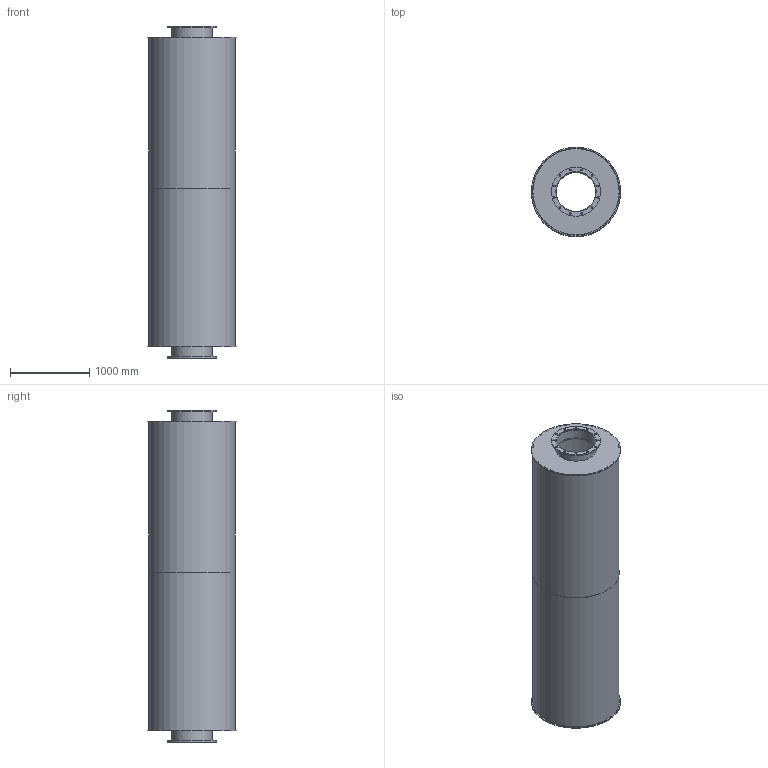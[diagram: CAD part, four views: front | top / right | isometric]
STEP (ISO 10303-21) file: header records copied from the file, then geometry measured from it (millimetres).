
FILE_DESCRIPTION(/* description */ (''),/* implementation_level */ '2;1');
FILE_NAME(/* name */ 'HDD 20.stp',/* time_stamp */ '2014-10-14T10:37:17+02:00',/* author */ ('Tekenkamer'),/* organization */ (''),/* preprocessor_version */ 'ST-DEVELOPER v15.6',/* originating_system */ 'Autodesk Inventor 2015',/* authorisation */ '');
FILE_SCHEMA (('AUTOMOTIVE_DESIGN { 1 0 10303 214 3 1 1 }'));
Length unit declared in the file: millimetre
Products named in the file (1): MAAT3D
Bounding box: 1130 x 1130 x 4200 mm (x, y, z)
Volume: 75244788.3 mm3; surface area: 31700466.9 mm2
Topology: 8 solids, 8 shells, 56 faces, 120 edges, 80 vertices
Faces by surface type: cylinder 40, plane 16
Full cylindrical faces by diameter (mm): 22 x24, 500 x2, 508 x2, 510 x4, 620 x2, 1092 x2, 1100 x2, 1130 x2
Entity records: 1516 total; most frequent: DIRECTION 274, CARTESIAN_POINT 217, EDGE_LOOP 160, ORIENTED_EDGE 160, AXIS2_PLACEMENT_3D 137, FACE_BOUND 104, CIRCLE 80, VERTEX_POINT 80
